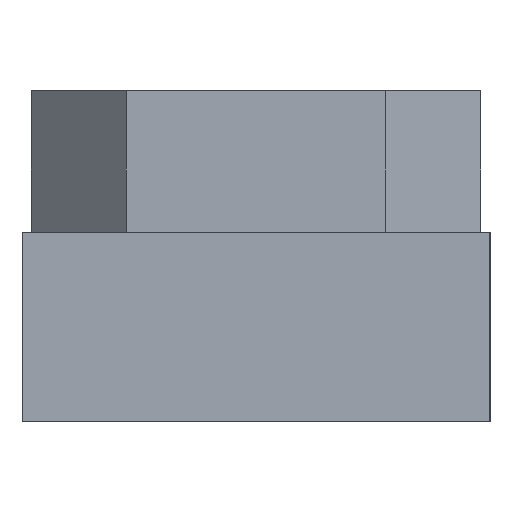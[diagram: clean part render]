
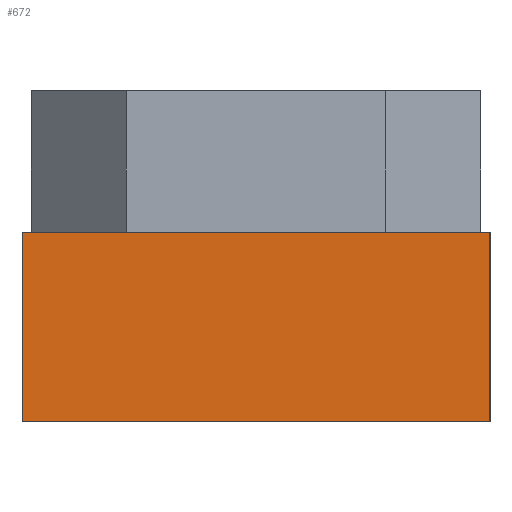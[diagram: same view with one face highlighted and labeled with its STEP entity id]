
A CAD part, left-side view. The second image highlights one B-rep face of the part: STEP entity #672.
In plain terms, the highlighted planar face has unit normal (-1, 0, 0).
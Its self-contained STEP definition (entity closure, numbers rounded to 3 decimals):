
#3 = LINE ( 'NONE', #674, #469 ) ;
#4 = DIRECTION ( 'NONE',  ( 0., 0., -1. ) ) ;
#24 = EDGE_LOOP ( 'NONE', ( #164, #104, #384, #222 ) ) ;
#104 = ORIENTED_EDGE ( 'NONE', *, *, #418, .F. ) ;
#133 = AXIS2_PLACEMENT_3D ( 'NONE', #538, #207, #551 ) ;
#148 = DIRECTION ( 'NONE',  ( 0., 0., 1. ) ) ;
#151 = EDGE_CURVE ( 'NONE', #250, #788, #783, .T. ) ;
#164 = ORIENTED_EDGE ( 'NONE', *, *, #648, .T. ) ;
#207 = DIRECTION ( 'NONE',  ( -1., 0., 0. ) ) ;
#209 = LINE ( 'NONE', #370, #483 ) ;
#218 = CARTESIAN_POINT ( 'NONE',  ( -41., 9.9, 8. ) ) ;
#222 = ORIENTED_EDGE ( 'NONE', *, *, #151, .F. ) ;
#226 = EDGE_CURVE ( 'NONE', #705, #788, #3, .T. ) ;
#250 = VERTEX_POINT ( 'NONE', #503 ) ;
#267 = VERTEX_POINT ( 'NONE', #940 ) ;
#289 = DIRECTION ( 'NONE',  ( 0., -1., 0. ) ) ;
#353 = CARTESIAN_POINT ( 'NONE',  ( -41., -9.9, 0. ) ) ;
#370 = CARTESIAN_POINT ( 'NONE',  ( -41., 0., 0. ) ) ;
#384 = ORIENTED_EDGE ( 'NONE', *, *, #226, .T. ) ;
#418 = EDGE_CURVE ( 'NONE', #705, #267, #562, .T. ) ;
#460 = VECTOR ( 'NONE', #4, 1000. ) ;
#469 = VECTOR ( 'NONE', #933, 1000. ) ;
#483 = VECTOR ( 'NONE', #289, 1000. ) ;
#485 = CARTESIAN_POINT ( 'NONE',  ( -41., 9.9, 0. ) ) ;
#503 = CARTESIAN_POINT ( 'NONE',  ( -41., 9.9, 0. ) ) ;
#538 = CARTESIAN_POINT ( 'NONE',  ( -41., -10., 0. ) ) ;
#549 = VECTOR ( 'NONE', #148, 1000. ) ;
#551 = DIRECTION ( 'NONE',  ( 0., 0., 1. ) ) ;
#562 = LINE ( 'NONE', #353, #460 ) ;
#648 = EDGE_CURVE ( 'NONE', #250, #267, #209, .T. ) ;
#672 = ADVANCED_FACE ( 'NONE', ( #873 ), #983, .T. ) ;
#674 = CARTESIAN_POINT ( 'NONE',  ( -41., -10., 8. ) ) ;
#705 = VERTEX_POINT ( 'NONE', #710 ) ;
#710 = CARTESIAN_POINT ( 'NONE',  ( -41., -9.9, 8. ) ) ;
#783 = LINE ( 'NONE', #485, #549 ) ;
#788 = VERTEX_POINT ( 'NONE', #218 ) ;
#873 = FACE_OUTER_BOUND ( 'NONE', #24, .T. ) ;
#933 = DIRECTION ( 'NONE',  ( 0., 1., 0. ) ) ;
#940 = CARTESIAN_POINT ( 'NONE',  ( -41., -9.9, 0. ) ) ;
#983 = PLANE ( 'NONE',  #133 ) ;
